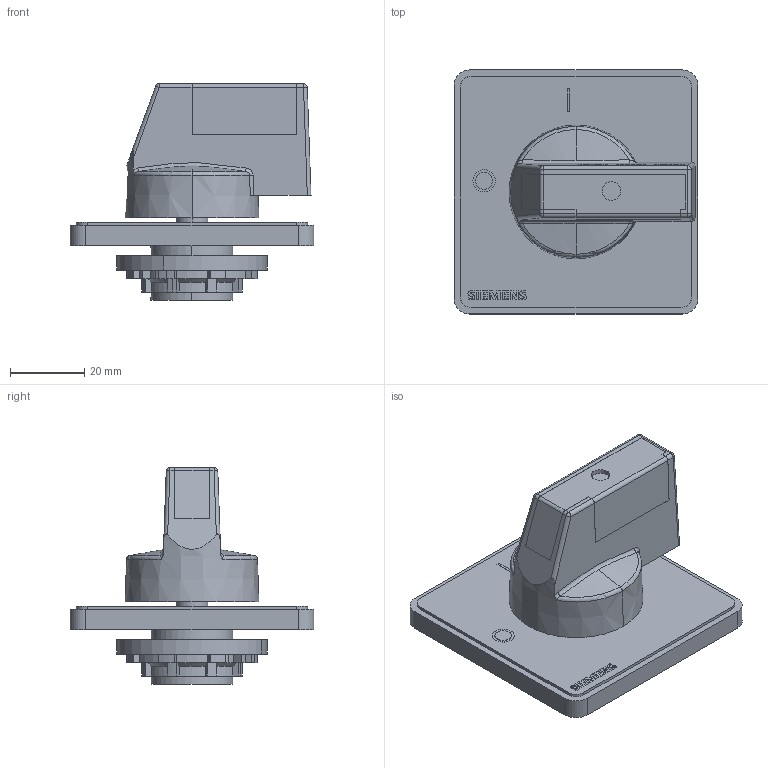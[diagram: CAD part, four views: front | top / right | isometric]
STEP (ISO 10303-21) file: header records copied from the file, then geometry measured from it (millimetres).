
FILE_DESCRIPTION(('STEP AP214'),'1');
FILE_NAME('cctmp_91F4CC4F-E28B-43EF-AFD4-556C2CB4A3D3_2023_02_06_11_38_41_0418..stp','2023-02-06T10:38:41',('SIEMENS A&D'),('CADClick - www.CADClick.com'),'Spatial InterOp 3D postprocessed',' ','unknown authorization');
FILE_SCHEMA(('AUTOMOTIVE_DESIGN'));
Length unit declared in the file: millimetre
Products named in the file (1): 2023_02_06_11_38_41_0418
Bounding box: 65.6 x 65.6 x 58.2 mm (x, y, z)
Volume: 66059.9 mm3; surface area: 22313.7 mm2
Topology: 1 solids, 2 shells, 334 faces, 918 edges, 603 vertices
Faces by surface type: plane 170, cylinder 130, cone 18, bspline 8, torus 4, sphere 4
Entity records: 13816 total; most frequent: CARTESIAN_POINT 3505, ORIENTED_EDGE 1836, DIRECTION 1801, EDGE_CURVE 918, AXIS2_PLACEMENT_3D 619, VERTEX_POINT 603, LINE 563, VECTOR 563
